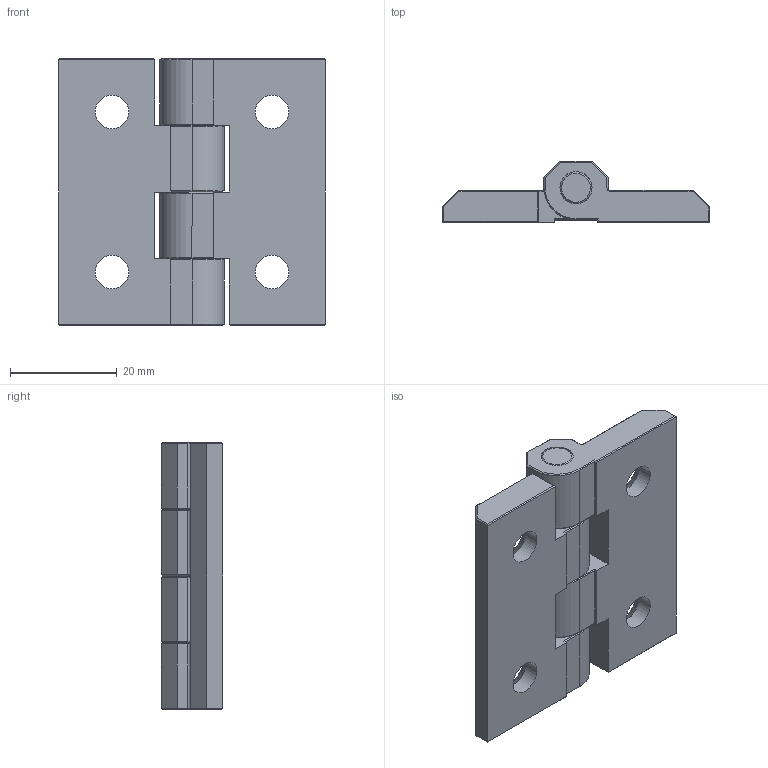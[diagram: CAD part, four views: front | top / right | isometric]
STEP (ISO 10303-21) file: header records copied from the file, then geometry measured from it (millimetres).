
FILE_DESCRIPTION (( 'STEP AP214' ), '1' );
FILE_NAME ('09575050e.STEP', '2014-11-27T12:59:08', ( 'Admin' ), ( 'Hewlett-Packard Company' ), 'SwSTEP 2.0', 'SolidWorks 2014', '' );
FILE_SCHEMA (( 'AUTOMOTIVE_DESIGN' ));
Length unit declared in the file: millimetre
Products named in the file (3): 09575050e; 09575050e_Standard; achse_6-50
Assembly tree (3 placements, depth 2):
  09575050e
    09575050e_Standard  x2
    achse_6-50
Bounding box: 50 x 11.5 x 50 mm (x, y, z)
Volume: 15238.4 mm3; surface area: 9341.1 mm2
Topology: 3 solids, 3 shells, 165 faces, 397 edges, 238 vertices
Faces by surface type: plane 126, cone 22, cylinder 17
Full cylindrical faces by diameter (mm): 6 x5, 6.3 x4
Entity records: 2444 total; most frequent: DIRECTION 400, CARTESIAN_POINT 395, ORIENTED_EDGE 376, EDGE_CURVE 188, LINE 158, VECTOR 158, AXIS2_PLACEMENT_3D 121, VERTEX_POINT 116
